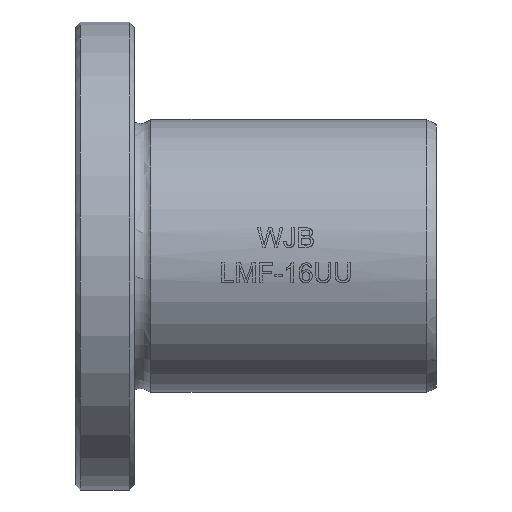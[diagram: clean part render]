
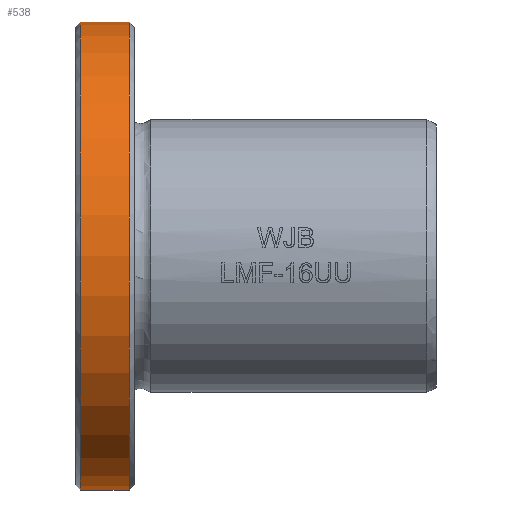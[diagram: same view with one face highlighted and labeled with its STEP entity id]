
A CAD part, top view. The second image highlights one B-rep face of the part: STEP entity #538.
In plain terms, the highlighted cylindrical face has radius 24 mm (diameter 48 mm), a full revolution.
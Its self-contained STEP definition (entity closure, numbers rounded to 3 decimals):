
#493=CYLINDRICAL_SURFACE('',#6124,24.);
#538=ADVANCED_FACE('',(#1176,#1177),#493,.T.);
#1083=CIRCLE('',#6114,24.);
#1084=CIRCLE('',#6115,24.);
#1085=CIRCLE('',#6122,24.);
#1086=CIRCLE('',#6123,24.);
#1176=FACE_BOUND('',#1284,.T.);
#1177=FACE_BOUND('',#1285,.T.);
#1284=EDGE_LOOP('',(#2861,#2862));
#1285=EDGE_LOOP('',(#2863,#2864));
#2861=ORIENTED_EDGE('',*,*,#5069,.T.);
#2862=ORIENTED_EDGE('',*,*,#5070,.T.);
#2863=ORIENTED_EDGE('',*,*,#5079,.F.);
#2864=ORIENTED_EDGE('',*,*,#5080,.F.);
#4493=VERTEX_POINT('',#9110);
#4494=VERTEX_POINT('',#9111);
#4503=VERTEX_POINT('',#9208);
#4504=VERTEX_POINT('',#9209);
#5069=EDGE_CURVE('',#4493,#4494,#1083,.T.);
#5070=EDGE_CURVE('',#4494,#4493,#1084,.T.);
#5079=EDGE_CURVE('',#4503,#4504,#1085,.T.);
#5080=EDGE_CURVE('',#4504,#4503,#1086,.T.);
#6114=AXIS2_PLACEMENT_3D('',#9109,#6598,#6599);
#6115=AXIS2_PLACEMENT_3D('',#9112,#6600,#6601);
#6122=AXIS2_PLACEMENT_3D('',#9207,#6614,#6615);
#6123=AXIS2_PLACEMENT_3D('',#9210,#6616,#6617);
#6124=AXIS2_PLACEMENT_3D('',#9211,#6618,#6619);
#6598=DIRECTION('',(1.,0.,0.));
#6599=DIRECTION('',(0.,0.,-1.));
#6600=DIRECTION('',(1.,0.,0.));
#6601=DIRECTION('',(0.,0.,-1.));
#6614=DIRECTION('',(1.,0.,0.));
#6615=DIRECTION('',(0.,0.,1.));
#6616=DIRECTION('',(1.,0.,0.));
#6617=DIRECTION('',(0.,0.,1.));
#6618=DIRECTION('',(1.,0.,0.));
#6619=DIRECTION('',(0.,0.,-1.));
#9109=CARTESIAN_POINT('',(0.5,0.,0.));
#9110=CARTESIAN_POINT('',(0.5,0.,-24.));
#9111=CARTESIAN_POINT('',(0.5,0.,24.));
#9112=CARTESIAN_POINT('',(0.5,0.,0.));
#9207=CARTESIAN_POINT('',(5.5,0.,0.));
#9208=CARTESIAN_POINT('',(5.5,0.,24.));
#9209=CARTESIAN_POINT('',(5.5,0.,-24.));
#9210=CARTESIAN_POINT('',(5.5,0.,0.));
#9211=CARTESIAN_POINT('',(0.5,0.,0.));
